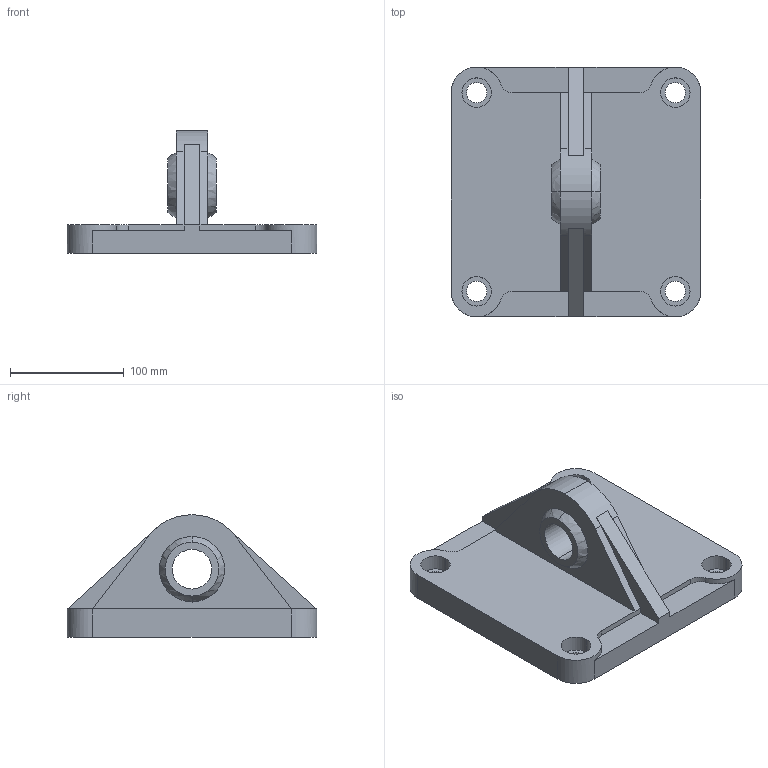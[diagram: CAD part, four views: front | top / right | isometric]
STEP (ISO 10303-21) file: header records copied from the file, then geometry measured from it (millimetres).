
FILE_DESCRIPTION(('STEP AP203'),'1');
FILE_NAME('chape_ng200.stp','2018-10-24T19:35:52',('TraceParts'),('TraceParts S.A.'),'Spatial InterOp 3D',' ',' ');
FILE_SCHEMA(('CONFIG_CONTROL_DESIGN'));
Length unit declared in the file: millimetre
Products named in the file (1): 1
Bounding box: 220 x 220 x 108 mm (x, y, z)
Volume: 1366230.1 mm3; surface area: 162765.9 mm2
Topology: 2 solids, 2 shells, 68 faces, 185 edges, 118 vertices
Faces by surface type: plane 34, cylinder 30, sphere 4
Entity records: 2197 total; most frequent: DIRECTION 401, CARTESIAN_POINT 365, ORIENTED_EDGE 354, EDGE_CURVE 177, AXIS2_PLACEMENT_3D 154, VERTEX_POINT 118, LINE 93, VECTOR 93
